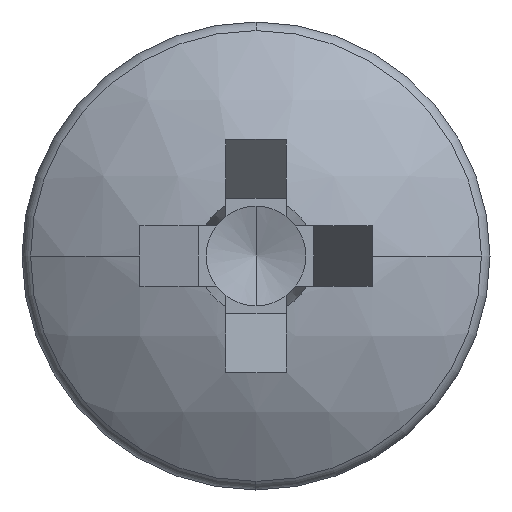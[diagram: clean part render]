
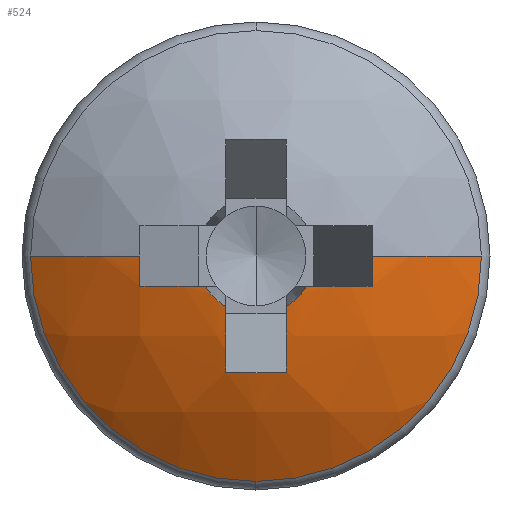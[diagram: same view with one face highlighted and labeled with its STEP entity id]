
A CAD part, left-side view. The second image highlights one B-rep face of the part: STEP entity #524.
In plain terms, the highlighted spherical face has radius 6.5 mm.
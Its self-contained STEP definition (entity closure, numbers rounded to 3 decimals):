
#5 = AXIS2_PLACEMENT_3D ( 'NONE', #906, #408, #731 ) ;
#12 = ORIENTED_EDGE ( 'NONE', *, *, #1085, .F. ) ;
#14 = CIRCLE ( 'NONE', #5, 6.48 ) ;
#15 = AXIS2_PLACEMENT_3D ( 'NONE', #543, #786, #545 ) ;
#24 = EDGE_CURVE ( 'NONE', #1069, #853, #391, .T. ) ;
#30 = CIRCLE ( 'NONE', #977, 6.48 ) ;
#33 = CARTESIAN_POINT ( 'NONE',  ( 6.064, -0.874, 0. ) ) ;
#47 = VERTEX_POINT ( 'NONE', #866 ) ;
#58 = EDGE_CURVE ( 'NONE', #47, #373, #487, .T. ) ;
#69 = CIRCLE ( 'NONE', #513, 6.5 ) ;
#70 = DIRECTION ( 'NONE',  ( 0., 1., 0. ) ) ;
#83 = CARTESIAN_POINT ( 'NONE',  ( 6.5, 0., 0. ) ) ;
#92 = CARTESIAN_POINT ( 'NONE',  ( 0.332, -1.985, -0.515 ) ) ;
#98 = EDGE_CURVE ( 'NONE', #735, #489, #377, .T. ) ;
#102 = DIRECTION ( 'NONE',  ( 0., 0., -1. ) ) ;
#112 = VERTEX_POINT ( 'NONE', #609 ) ;
#118 = DIRECTION ( 'NONE',  ( 0.446, 0.895, 0. ) ) ;
#124 = DIRECTION ( 'NONE',  ( -1., 0., 0. ) ) ;
#128 = ORIENTED_EDGE ( 'NONE', *, *, #291, .F. ) ;
#140 = DIRECTION ( 'NONE',  ( 0., 0., 1. ) ) ;
#161 = AXIS2_PLACEMENT_3D ( 'NONE', #324, #217, #70 ) ;
#186 = AXIS2_PLACEMENT_3D ( 'NONE', #462, #300, #382 ) ;
#187 = DIRECTION ( 'NONE',  ( 0., 0., -1. ) ) ;
#190 = CIRCLE ( 'NONE', #581, 6.426 ) ;
#199 = VERTEX_POINT ( 'NONE', #901 ) ;
#217 = DIRECTION ( 'NONE',  ( 0., 0., -1. ) ) ;
#253 = SPHERICAL_SURFACE ( 'NONE', #161, 6.5 ) ;
#259 = EDGE_CURVE ( 'NONE', #489, #859, #637, .T. ) ;
#281 = DIRECTION ( 'NONE',  ( 0.446, -0.895, 0. ) ) ;
#291 = EDGE_CURVE ( 'NONE', #112, #47, #30, .T. ) ;
#300 = DIRECTION ( 'NONE',  ( 0.446, 0., -0.895 ) ) ;
#302 = EDGE_CURVE ( 'NONE', #751, #796, #190, .T. ) ;
#315 = CARTESIAN_POINT ( 'NONE',  ( 6.5, 0.515, 0. ) ) ;
#322 = AXIS2_PLACEMENT_3D ( 'NONE', #636, #881, #721 ) ;
#324 = CARTESIAN_POINT ( 'NONE',  ( 6.5, 0., 0. ) ) ;
#349 = ORIENTED_EDGE ( 'NONE', *, *, #570, .F. ) ;
#373 = VERTEX_POINT ( 'NONE', #544 ) ;
#377 = CIRCLE ( 'NONE', #15, 3.853 ) ;
#380 = CARTESIAN_POINT ( 'NONE',  ( 1.265, -3.853, 0. ) ) ;
#382 = DIRECTION ( 'NONE',  ( -0.895, 0., -0.446 ) ) ;
#389 = CARTESIAN_POINT ( 'NONE',  ( 0.079, 0., 0. ) ) ;
#391 = CIRCLE ( 'NONE', #186, 6.426 ) ;
#408 = DIRECTION ( 'NONE',  ( 0., 0., 1. ) ) ;
#437 = EDGE_CURVE ( 'NONE', #112, #680, #904, .T. ) ;
#442 = AXIS2_PLACEMENT_3D ( 'NONE', #315, #557, #553 ) ;
#449 = EDGE_CURVE ( 'NONE', #1065, #796, #14, .T. ) ;
#462 = CARTESIAN_POINT ( 'NONE',  ( 6.064, 0., 0.874 ) ) ;
#464 = DIRECTION ( 'NONE',  ( -0.895, 0.446, 0. ) ) ;
#466 = ORIENTED_EDGE ( 'NONE', *, *, #945, .F. ) ;
#468 = DIRECTION ( 'NONE',  ( 0., 1., 0. ) ) ;
#469 = EDGE_LOOP ( 'NONE', ( #750, #873, #485, #595, #705, #12, #591, #1009, #466, #780, #128, #647, #349 ) ) ;
#480 = CARTESIAN_POINT ( 'NONE',  ( 0.079, 0., 0. ) ) ;
#485 = ORIENTED_EDGE ( 'NONE', *, *, #911, .T. ) ;
#487 = CIRCLE ( 'NONE', #555, 1.009 ) ;
#489 = VERTEX_POINT ( 'NONE', #1060 ) ;
#492 = EDGE_CURVE ( 'NONE', #1069, #199, #676, .T. ) ;
#499 = CARTESIAN_POINT ( 'NONE',  ( 6.5, -0.515, 0. ) ) ;
#503 = AXIS2_PLACEMENT_3D ( 'NONE', #33, #118, #464 ) ;
#513 = AXIS2_PLACEMENT_3D ( 'NONE', #938, #102, #468 ) ;
#524 = ADVANCED_FACE ( 'NONE', ( #738 ), #253, .T. ) ;
#543 = CARTESIAN_POINT ( 'NONE',  ( 1.265, 0., 0. ) ) ;
#544 = CARTESIAN_POINT ( 'NONE',  ( 0.079, 0.515, -0.868 ) ) ;
#545 = DIRECTION ( 'NONE',  ( 0., 0., 1. ) ) ;
#546 = CARTESIAN_POINT ( 'NONE',  ( 0.332, -0.515, -1.985 ) ) ;
#547 = AXIS2_PLACEMENT_3D ( 'NONE', #499, #561, #140 ) ;
#553 = DIRECTION ( 'NONE',  ( 0., 0., -1. ) ) ;
#555 = AXIS2_PLACEMENT_3D ( 'NONE', #389, #1026, #187 ) ;
#557 = DIRECTION ( 'NONE',  ( 0., -1., 0. ) ) ;
#561 = DIRECTION ( 'NONE',  ( 0., 1., 0. ) ) ;
#570 = EDGE_CURVE ( 'NONE', #735, #680, #612, .T. ) ;
#575 = DIRECTION ( 'NONE',  ( 0., 0., 1. ) ) ;
#581 = AXIS2_PLACEMENT_3D ( 'NONE', #685, #281, #850 ) ;
#591 = ORIENTED_EDGE ( 'NONE', *, *, #492, .F. ) ;
#595 = ORIENTED_EDGE ( 'NONE', *, *, #302, .T. ) ;
#609 = CARTESIAN_POINT ( 'NONE',  ( 0.332, 1.985, -0.515 ) ) ;
#612 = CIRCLE ( 'NONE', #835, 6.5 ) ;
#636 = CARTESIAN_POINT ( 'NONE',  ( 1.265, 0., 0. ) ) ;
#637 = CIRCLE ( 'NONE', #322, 3.853 ) ;
#647 = ORIENTED_EDGE ( 'NONE', *, *, #437, .T. ) ;
#676 = CIRCLE ( 'NONE', #547, 6.48 ) ;
#680 = VERTEX_POINT ( 'NONE', #989 ) ;
#683 = CIRCLE ( 'NONE', #1002, 1.009 ) ;
#685 = CARTESIAN_POINT ( 'NONE',  ( 6.064, 0.874, 0. ) ) ;
#689 = DIRECTION ( 'NONE',  ( 1., 0., 0. ) ) ;
#698 = CIRCLE ( 'NONE', #442, 6.48 ) ;
#700 = CARTESIAN_POINT ( 'NONE',  ( 0.332, 0.515, -1.985 ) ) ;
#705 = ORIENTED_EDGE ( 'NONE', *, *, #449, .F. ) ;
#721 = DIRECTION ( 'NONE',  ( 0., 0., 1. ) ) ;
#731 = DIRECTION ( 'NONE',  ( 1., 0., 0. ) ) ;
#735 = VERTEX_POINT ( 'NONE', #925 ) ;
#738 = FACE_OUTER_BOUND ( 'NONE', #469, .T. ) ;
#750 = ORIENTED_EDGE ( 'NONE', *, *, #98, .T. ) ;
#751 = VERTEX_POINT ( 'NONE', #1004 ) ;
#780 = ORIENTED_EDGE ( 'NONE', *, *, #58, .F. ) ;
#786 = DIRECTION ( 'NONE',  ( -1., 0., 0. ) ) ;
#792 = CARTESIAN_POINT ( 'NONE',  ( 0.079, -0.868, -0.515 ) ) ;
#796 = VERTEX_POINT ( 'NONE', #92 ) ;
#801 = DIRECTION ( 'NONE',  ( 0., 0., -1. ) ) ;
#835 = AXIS2_PLACEMENT_3D ( 'NONE', #83, #575, #1073 ) ;
#850 = DIRECTION ( 'NONE',  ( 0.895, 0.446, 0. ) ) ;
#853 = VERTEX_POINT ( 'NONE', #700 ) ;
#859 = VERTEX_POINT ( 'NONE', #380 ) ;
#866 = CARTESIAN_POINT ( 'NONE',  ( 0.079, 0.868, -0.515 ) ) ;
#873 = ORIENTED_EDGE ( 'NONE', *, *, #259, .T. ) ;
#881 = DIRECTION ( 'NONE',  ( -1., 0., 0. ) ) ;
#901 = CARTESIAN_POINT ( 'NONE',  ( 0.079, -0.515, -0.868 ) ) ;
#904 = CIRCLE ( 'NONE', #503, 6.426 ) ;
#906 = CARTESIAN_POINT ( 'NONE',  ( 6.5, 0., -0.515 ) ) ;
#911 = EDGE_CURVE ( 'NONE', #859, #751, #69, .T. ) ;
#925 = CARTESIAN_POINT ( 'NONE',  ( 1.265, 3.853, 0. ) ) ;
#938 = CARTESIAN_POINT ( 'NONE',  ( 6.5, 0., 0. ) ) ;
#941 = CARTESIAN_POINT ( 'NONE',  ( 6.5, 0., -0.515 ) ) ;
#945 = EDGE_CURVE ( 'NONE', #373, #853, #698, .T. ) ;
#977 = AXIS2_PLACEMENT_3D ( 'NONE', #941, #1022, #689 ) ;
#989 = CARTESIAN_POINT ( 'NONE',  ( 0.313, 1.994, 0. ) ) ;
#1002 = AXIS2_PLACEMENT_3D ( 'NONE', #480, #124, #801 ) ;
#1004 = CARTESIAN_POINT ( 'NONE',  ( 0.313, -1.994, 0. ) ) ;
#1009 = ORIENTED_EDGE ( 'NONE', *, *, #24, .T. ) ;
#1022 = DIRECTION ( 'NONE',  ( 0., 0., 1. ) ) ;
#1026 = DIRECTION ( 'NONE',  ( -1., 0., 0. ) ) ;
#1060 = CARTESIAN_POINT ( 'NONE',  ( 1.265, 0., -3.853 ) ) ;
#1065 = VERTEX_POINT ( 'NONE', #792 ) ;
#1069 = VERTEX_POINT ( 'NONE', #546 ) ;
#1073 = DIRECTION ( 'NONE',  ( 1., 0., 0. ) ) ;
#1085 = EDGE_CURVE ( 'NONE', #199, #1065, #683, .T. ) ;
